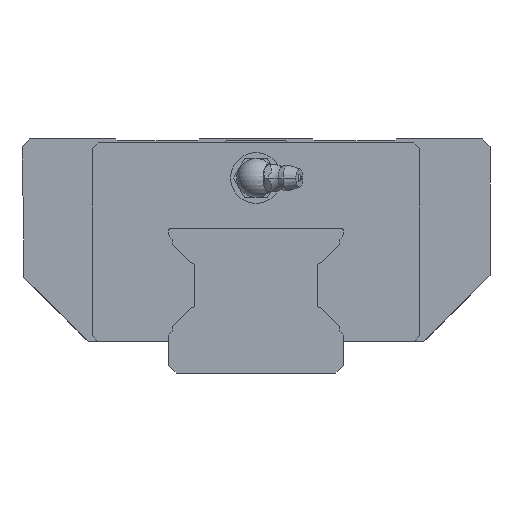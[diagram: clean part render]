
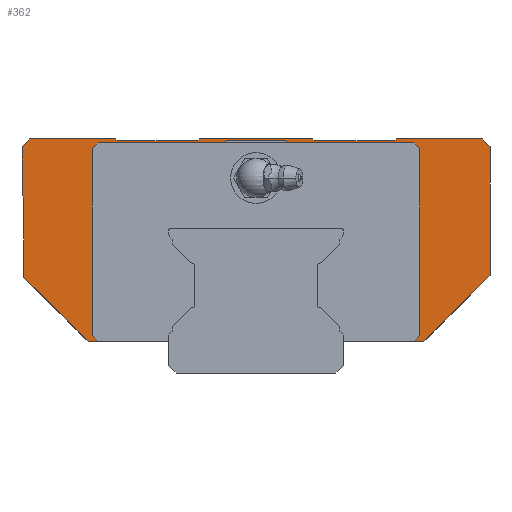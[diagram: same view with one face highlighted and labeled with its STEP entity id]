
A CAD part, front view. The second image highlights one B-rep face of the part: STEP entity #362.
In plain terms, the highlighted planar face has unit normal (0, -1, 0).
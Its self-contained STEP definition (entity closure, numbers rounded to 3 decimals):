
#362=ADVANCED_FACE('',(#848),#849,.F.);
#848=FACE_OUTER_BOUND('',#1484,.T.);
#849=PLANE('',#1485);
#1484=EDGE_LOOP('',(#3233,#3234,#3235,#3236,#3237,#3238,#3239,#3240,#3241,#3242,#3243,#3244,#3245,#3246,#3247,#3248,#3249,#3250,#3251,#3252,#3253,#3254,#3255,#3256,#3257,#3258,#3259,#3260,#3261,#3262,#3263,#3264,#3265,#3266));
#1485=AXIS2_PLACEMENT_3D('',#3267,#3268,#3269);
#3233=ORIENTED_EDGE('',*,*,#4204,.F.);
#3234=ORIENTED_EDGE('',*,*,#4210,.F.);
#3235=ORIENTED_EDGE('',*,*,#4482,.F.);
#3236=ORIENTED_EDGE('',*,*,#4464,.F.);
#3237=ORIENTED_EDGE('',*,*,#4203,.F.);
#3238=ORIENTED_EDGE('',*,*,#4437,.F.);
#3239=ORIENTED_EDGE('',*,*,#4474,.F.);
#3240=ORIENTED_EDGE('',*,*,#4189,.F.);
#3241=ORIENTED_EDGE('',*,*,#4200,.F.);
#3242=ORIENTED_EDGE('',*,*,#4239,.F.);
#3243=ORIENTED_EDGE('',*,*,#4478,.F.);
#3244=ORIENTED_EDGE('',*,*,#4337,.F.);
#3245=ORIENTED_EDGE('',*,*,#4347,.F.);
#3246=ORIENTED_EDGE('',*,*,#4442,.F.);
#3247=ORIENTED_EDGE('',*,*,#4487,.F.);
#3248=ORIENTED_EDGE('',*,*,#4451,.F.);
#3249=ORIENTED_EDGE('',*,*,#4503,.F.);
#3250=ORIENTED_EDGE('',*,*,#4234,.F.);
#3251=ORIENTED_EDGE('',*,*,#4477,.F.);
#3252=ORIENTED_EDGE('',*,*,#4504,.F.);
#3253=ORIENTED_EDGE('',*,*,#4402,.F.);
#3254=ORIENTED_EDGE('',*,*,#4431,.F.);
#3255=ORIENTED_EDGE('',*,*,#4505,.F.);
#3256=ORIENTED_EDGE('',*,*,#4194,.F.);
#3257=ORIENTED_EDGE('',*,*,#4329,.F.);
#3258=ORIENTED_EDGE('',*,*,#4481,.F.);
#3259=ORIENTED_EDGE('',*,*,#4309,.F.);
#3260=ORIENTED_EDGE('',*,*,#4500,.F.);
#3261=ORIENTED_EDGE('',*,*,#4457,.F.);
#3262=ORIENTED_EDGE('',*,*,#4462,.F.);
#3263=ORIENTED_EDGE('',*,*,#4381,.F.);
#3264=ORIENTED_EDGE('',*,*,#4488,.F.);
#3265=ORIENTED_EDGE('',*,*,#4283,.F.);
#3266=ORIENTED_EDGE('',*,*,#4483,.F.);
#3267=CARTESIAN_POINT('',(-47.,109.15,71.));
#3268=DIRECTION('',(0.0,1.0,0.0));
#3269=DIRECTION('',(1.0,0.0,0.0));
#4189=EDGE_CURVE('',#5105,#5107,#5108,.T.);
#4194=EDGE_CURVE('',#5115,#5110,#5117,.T.);
#4200=EDGE_CURVE('',#5125,#5105,#5127,.T.);
#4203=EDGE_CURVE('',#5130,#5120,#5132,.T.);
#4204=EDGE_CURVE('',#5133,#5134,#5135,.T.);
#4210=EDGE_CURVE('',#5143,#5133,#5145,.T.);
#4234=EDGE_CURVE('',#5184,#5179,#5186,.T.);
#4239=EDGE_CURVE('',#5192,#5125,#5194,.T.);
#4283=EDGE_CURVE('',#5271,#5273,#5274,.T.);
#4309=EDGE_CURVE('',#5312,#5310,#5314,.T.);
#4329=EDGE_CURVE('',#5346,#5115,#5348,.T.);
#4337=EDGE_CURVE('',#5359,#5354,#5361,.T.);
#4347=EDGE_CURVE('',#5375,#5359,#5377,.T.);
#4381=EDGE_CURVE('',#5431,#5427,#5433,.T.);
#4402=EDGE_CURVE('',#5462,#5460,#5464,.T.);
#4431=EDGE_CURVE('',#5506,#5462,#5508,.T.);
#4437=EDGE_CURVE('',#5513,#5130,#5515,.T.);
#4442=EDGE_CURVE('',#5520,#5375,#5522,.T.);
#4451=EDGE_CURVE('',#5534,#5536,#5537,.T.);
#4457=EDGE_CURVE('',#5543,#5541,#5545,.T.);
#4462=EDGE_CURVE('',#5427,#5543,#5550,.T.);
#4464=EDGE_CURVE('',#5120,#5551,#5553,.T.);
#4474=EDGE_CURVE('',#5107,#5513,#5566,.T.);
#4477=EDGE_CURVE('',#5568,#5184,#5570,.T.);
#4478=EDGE_CURVE('',#5354,#5192,#5571,.T.);
#4481=EDGE_CURVE('',#5310,#5346,#5575,.T.);
#4482=EDGE_CURVE('',#5551,#5143,#5576,.T.);
#4483=EDGE_CURVE('',#5134,#5271,#5577,.T.);
#4487=EDGE_CURVE('',#5536,#5520,#5582,.T.);
#4488=EDGE_CURVE('',#5273,#5431,#5583,.T.);
#4500=EDGE_CURVE('',#5541,#5312,#5596,.T.);
#4503=EDGE_CURVE('',#5179,#5534,#5599,.T.);
#4504=EDGE_CURVE('',#5460,#5568,#5600,.T.);
#4505=EDGE_CURVE('',#5110,#5506,#5601,.T.);
#5105=VERTEX_POINT('',#6598);
#5107=VERTEX_POINT('',#6601);
#5108=LINE('',#6602,#6603);
#5110=VERTEX_POINT('',#6606);
#5115=VERTEX_POINT('',#6613);
#5117=LINE('',#6616,#6617);
#5120=VERTEX_POINT('',#6620);
#5125=VERTEX_POINT('',#6627);
#5127=LINE('',#6630,#6631);
#5130=VERTEX_POINT('',#6635);
#5132=LINE('',#6638,#6639);
#5133=VERTEX_POINT('',#6640);
#5134=VERTEX_POINT('',#6641);
#5135=LINE('',#6642,#6643);
#5143=VERTEX_POINT('',#6655);
#5145=LINE('',#6658,#6659);
#5179=VERTEX_POINT('',#6705);
#5184=VERTEX_POINT('',#6712);
#5186=LINE('',#6715,#6716);
#5192=VERTEX_POINT('',#6723);
#5194=LINE('',#6726,#6727);
#5271=VERTEX_POINT('',#6839);
#5273=VERTEX_POINT('',#6842);
#5274=LINE('',#6843,#6844);
#5310=VERTEX_POINT('',#6890);
#5312=VERTEX_POINT('',#6893);
#5314=LINE('',#6896,#6897);
#5346=VERTEX_POINT('',#6943);
#5348=LINE('',#6946,#6947);
#5354=VERTEX_POINT('',#6955);
#5359=VERTEX_POINT('',#6962);
#5361=LINE('',#6965,#6966);
#5375=VERTEX_POINT('',#6986);
#5377=LINE('',#6989,#6990);
#5427=VERTEX_POINT('',#7062);
#5431=VERTEX_POINT('',#7068);
#5433=LINE('',#7071,#7072);
#5460=VERTEX_POINT('',#7112);
#5462=VERTEX_POINT('',#7115);
#5464=LINE('',#7118,#7119);
#5506=VERTEX_POINT('',#7185);
#5508=LINE('',#7188,#7189);
#5513=VERTEX_POINT('',#7196);
#5515=LINE('',#7199,#7200);
#5520=VERTEX_POINT('',#7207);
#5522=LINE('',#7210,#7211);
#5534=VERTEX_POINT('',#7228);
#5536=VERTEX_POINT('',#7231);
#5537=LINE('',#7232,#7233);
#5541=VERTEX_POINT('',#7238);
#5543=VERTEX_POINT('',#7241);
#5545=LINE('',#7244,#7245);
#5550=LINE('',#7253,#7254);
#5551=VERTEX_POINT('',#7255);
#5553=LINE('',#7258,#7259);
#5566=LINE('',#7278,#7279);
#5568=VERTEX_POINT('',#7282);
#5570=LINE('',#7285,#7286);
#5571=LINE('',#7287,#7288);
#5575=LINE('',#7294,#7295);
#5576=LINE('',#7296,#7297);
#5577=LINE('',#7298,#7299);
#5582=LINE('',#7306,#7307);
#5583=LINE('',#7308,#7309);
#5596=LINE('',#7331,#7332);
#5599=LINE('',#7337,#7338);
#5600=LINE('',#7339,#7340);
#5601=LINE('',#7341,#7342);
#6598=CARTESIAN_POINT('',(8.1,109.15,59.0));
#6601=CARTESIAN_POINT('',(7.5,109.15,59.6));
#6602=CARTESIAN_POINT('',(8.1,109.15,59.0));
#6603=VECTOR('',#8181,1000.0);
#6606=CARTESIAN_POINT('',(-14.5,109.15,60.0));
#6613=CARTESIAN_POINT('',(-15.,109.15,59.5));
#6616=CARTESIAN_POINT('',(-15.,109.15,59.5));
#6617=VECTOR('',#8186,1000.0);
#6620=CARTESIAN_POINT('',(-40.5,109.15,59.0));
#6627=CARTESIAN_POINT('',(40.5,109.15,59.0));
#6630=CARTESIAN_POINT('',(40.5,109.15,59.0));
#6631=VECTOR('',#8196,1000.0);
#6635=CARTESIAN_POINT('',(-8.1,109.15,59.0));
#6638=CARTESIAN_POINT('',(-8.1,109.15,59.0));
#6639=VECTOR('',#8199,1000.0);
#6640=CARTESIAN_POINT('',(-40.5,109.15,8.1));
#6641=CARTESIAN_POINT('',(-22.5,109.15,8.1));
#6642=CARTESIAN_POINT('',(-40.5,109.15,8.1));
#6643=VECTOR('',#8200,1000.0);
#6655=CARTESIAN_POINT('',(-42.,109.15,9.6));
#6658=CARTESIAN_POINT('',(-42.,109.15,9.6));
#6659=VECTOR('',#8206,1000.0);
#6705=CARTESIAN_POINT('',(60.,109.15,58.0));
#6712=CARTESIAN_POINT('',(58.,109.15,60.0));
#6715=CARTESIAN_POINT('',(58.,109.15,60.0));
#6716=VECTOR('',#8246,1000.0);
#6723=CARTESIAN_POINT('',(42.,109.15,57.5));
#6726=CARTESIAN_POINT('',(42.,109.15,57.5));
#6727=VECTOR('',#8255,1000.0);
#6839=CARTESIAN_POINT('',(-22.5,109.15,8.0));
#6842=CARTESIAN_POINT('',(-43.,109.15,8.0));
#6843=CARTESIAN_POINT('',(43.,109.15,8.0));
#6844=VECTOR('',#8313,1000.0);
#6890=CARTESIAN_POINT('',(-36.,109.15,60.0));
#6893=CARTESIAN_POINT('',(-58.0,109.15,60.0));
#6896=CARTESIAN_POINT('',(-58.0,109.15,60.0));
#6897=VECTOR('',#8365,1000.0);
#6943=CARTESIAN_POINT('',(-35.5,109.15,59.5));
#6946=CARTESIAN_POINT('',(-35.5,109.15,59.5));
#6947=VECTOR('',#8393,1000.0);
#6955=CARTESIAN_POINT('',(42.,109.15,9.6));
#6962=CARTESIAN_POINT('',(40.5,109.15,8.1));
#6965=CARTESIAN_POINT('',(40.5,109.15,8.1));
#6966=VECTOR('',#8405,1000.0);
#6986=CARTESIAN_POINT('',(22.5,109.15,8.1));
#6989=CARTESIAN_POINT('',(-40.5,109.15,8.1));
#6990=VECTOR('',#8419,1000.0);
#7062=CARTESIAN_POINT('',(-59.5,109.15,45.0));
#7068=CARTESIAN_POINT('',(-59.5,109.15,24.5));
#7071=CARTESIAN_POINT('',(-59.5,109.15,24.5));
#7072=VECTOR('',#8469,1000.0);
#7112=CARTESIAN_POINT('',(35.5,109.15,59.5));
#7115=CARTESIAN_POINT('',(15.,109.15,59.5));
#7118=CARTESIAN_POINT('',(15.,109.15,59.5));
#7119=VECTOR('',#8500,1000.0);
#7185=CARTESIAN_POINT('',(14.5,109.15,60.0));
#7188=CARTESIAN_POINT('',(14.5,109.15,60.0));
#7189=VECTOR('',#8535,1000.0);
#7196=CARTESIAN_POINT('',(-7.5,109.15,59.6));
#7199=CARTESIAN_POINT('',(-7.5,109.15,59.6));
#7200=VECTOR('',#8545,1000.0);
#7207=CARTESIAN_POINT('',(22.5,109.15,8.0));
#7210=CARTESIAN_POINT('',(22.5,109.15,71.));
#7211=VECTOR('',#8552,1000.0);
#7228=CARTESIAN_POINT('',(60.,109.15,25.));
#7231=CARTESIAN_POINT('',(43.,109.15,8.0));
#7232=CARTESIAN_POINT('',(60.,109.15,25.));
#7233=VECTOR('',#8565,1000.0);
#7238=CARTESIAN_POINT('',(-60.0,109.15,58.0));
#7241=CARTESIAN_POINT('',(-60.0,109.15,45.5));
#7244=CARTESIAN_POINT('',(-60.0,109.15,45.5));
#7245=VECTOR('',#8575,1000.0);
#7253=CARTESIAN_POINT('',(-59.5,109.15,45.0));
#7254=VECTOR('',#8582,1000.0);
#7255=CARTESIAN_POINT('',(-42.,109.15,57.5));
#7258=CARTESIAN_POINT('',(-40.5,109.15,59.0));
#7259=VECTOR('',#8584,1000.0);
#7278=CARTESIAN_POINT('',(7.5,109.15,59.6));
#7279=VECTOR('',#8600,1000.0);
#7282=CARTESIAN_POINT('',(36.,109.15,60.0));
#7285=CARTESIAN_POINT('',(36.,109.15,60.0));
#7286=VECTOR('',#8603,1000.0);
#7287=CARTESIAN_POINT('',(42.,109.15,9.6));
#7288=VECTOR('',#8604,1000.0);
#7294=CARTESIAN_POINT('',(-36.,109.15,60.0));
#7295=VECTOR('',#8607,1000.0);
#7296=CARTESIAN_POINT('',(-42.,109.15,57.5));
#7297=VECTOR('',#8608,1000.0);
#7298=CARTESIAN_POINT('',(-22.5,109.15,71.));
#7299=VECTOR('',#8609,1000.0);
#7306=CARTESIAN_POINT('',(43.,109.15,8.0));
#7307=VECTOR('',#8615,1000.0);
#7308=CARTESIAN_POINT('',(-43.,109.15,8.0));
#7309=VECTOR('',#8616,1000.0);
#7331=CARTESIAN_POINT('',(-60.0,109.15,58.0));
#7332=VECTOR('',#8632,1000.0);
#7337=CARTESIAN_POINT('',(60.,109.15,58.0));
#7338=VECTOR('',#8635,1000.0);
#7339=CARTESIAN_POINT('',(35.5,109.15,59.5));
#7340=VECTOR('',#8636,1000.0);
#7341=CARTESIAN_POINT('',(-14.5,109.15,60.0));
#7342=VECTOR('',#8637,1000.0);
#8181=DIRECTION('',(-0.707,0.0,0.707));
#8186=DIRECTION('',(0.707,0.0,0.707));
#8196=DIRECTION('',(-1.0,0.0,0.0));
#8199=DIRECTION('',(-1.0,0.0,0.0));
#8200=DIRECTION('',(1.0,0.0,0.0));
#8206=DIRECTION('',(0.707,0.0,-0.707));
#8246=DIRECTION('',(0.707,0.0,-0.707));
#8255=DIRECTION('',(-0.707,0.0,0.707));
#8313=DIRECTION('',(-1.0,0.0,0.0));
#8365=DIRECTION('',(1.0,0.0,0.0));
#8393=DIRECTION('',(1.0,0.0,0.0));
#8405=DIRECTION('',(0.707,0.0,0.707));
#8419=DIRECTION('',(1.0,0.0,0.0));
#8469=DIRECTION('',(0.0,0.0,1.0));
#8500=DIRECTION('',(1.0,0.0,0.0));
#8535=DIRECTION('',(0.707,0.0,-0.707));
#8545=DIRECTION('',(-0.707,0.0,-0.707));
#8552=DIRECTION('',(0.0,0.0,1.0));
#8565=DIRECTION('',(-0.707,0.0,-0.707));
#8575=DIRECTION('',(0.0,0.0,1.0));
#8582=DIRECTION('',(-0.707,0.0,0.707));
#8584=DIRECTION('',(-0.707,0.0,-0.707));
#8600=DIRECTION('',(-1.0,0.0,0.0));
#8603=DIRECTION('',(1.0,0.0,0.0));
#8604=DIRECTION('',(0.0,0.0,1.0));
#8607=DIRECTION('',(0.707,0.0,-0.707));
#8608=DIRECTION('',(0.0,0.0,-1.0));
#8609=DIRECTION('',(0.0,0.0,-1.0));
#8615=DIRECTION('',(-1.0,0.0,0.0));
#8616=DIRECTION('',(-0.707,0.0,0.707));
#8632=DIRECTION('',(0.707,0.0,0.707));
#8635=DIRECTION('',(0.0,0.0,-1.0));
#8636=DIRECTION('',(0.707,0.0,0.707));
#8637=DIRECTION('',(1.0,0.0,0.0));
